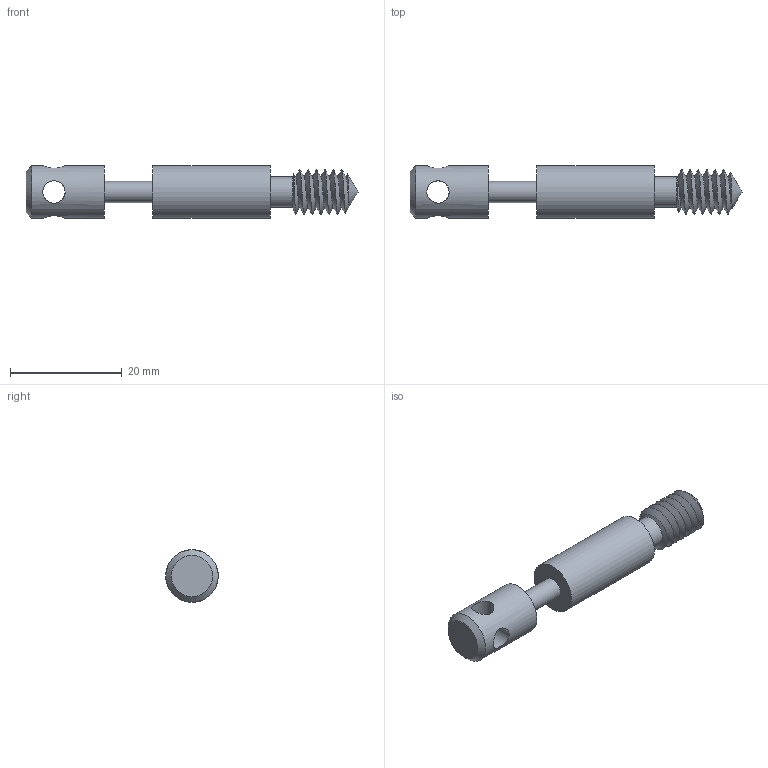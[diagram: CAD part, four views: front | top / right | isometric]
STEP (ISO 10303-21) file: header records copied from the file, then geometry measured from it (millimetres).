
FILE_DESCRIPTION(('FreeCAD Model'),'2;1');
FILE_NAME('Vis.step','2020-06-04T07:57:00',('Author'),(''), 'Open CASCADE STEP processor 7.3','FreeCAD','Unknown');
FILE_SCHEMA(('AUTOMOTIVE_DESIGN { 1 0 10303 214 1 1 1 1 }'));
Length unit declared in the file: millimetre
Products named in the file (1): Unnamed001
Bounding box: 59.4 x 9.4 x 9.4 mm (x, y, z)
Volume: 2787.5 mm3; surface area: 1974.4 mm2
Topology: 1 solids, 1 shells, 44 faces, 110 edges, 67 vertices
Faces by surface type: bspline 21, cylinder 15, plane 5, cone 3
Full cylindrical faces by diameter (mm): 3.8 x1, 4 x4, 5.4 x1, 8 x5, 9.4 x2
Entity records: 10745 total; most frequent: CARTESIAN_POINT 8572, DIRECTION 229, ORIENTED_EDGE 218, PCURVE 218, DEFINITIONAL_REPRESENTATION 218, B_SPLINE_CURVE_WITH_KNOTS 152, LINE 134, VECTOR 134
